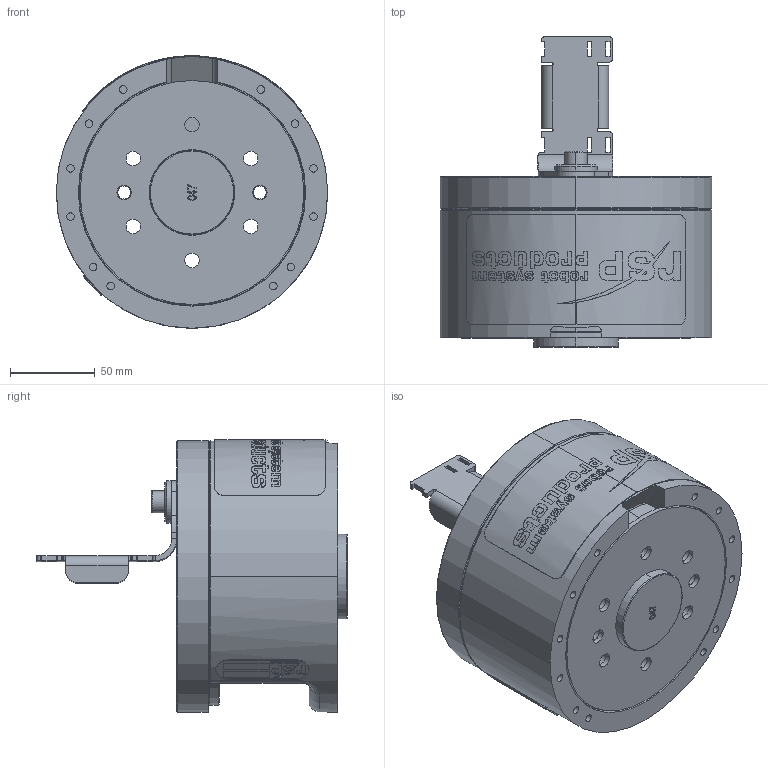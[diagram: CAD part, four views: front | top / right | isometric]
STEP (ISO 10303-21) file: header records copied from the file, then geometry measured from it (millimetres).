
FILE_DESCRIPTION (( 'STEP AP203' ), '1' );
FILE_NAME ('P5126 Axial guide.STEP', '2020-02-20T15:18:05', ( '' ), ( '' ), 'SwSTEP 2.0', 'SolidWorks 2017', '' );
FILE_SCHEMA (( 'CONFIG_CONTROL_DESIGN' ));
Length unit declared in the file: millimetre
Products named in the file (1): P5126 Axial guide
Bounding box: 160 x 183 x 160.6 mm (x, y, z)
Volume: 954129.5 mm3; surface area: 223917.7 mm2
Topology: 9 solids, 9 shells, 1145 faces, 3017 edges, 1953 vertices
Faces by surface type: plane 503, bspline 305, cylinder 243, cone 60, torus 34
Entity records: 46480 total; most frequent: CARTESIAN_POINT 20127, ORIENTED_EDGE 5962, DIRECTION 4528, EDGE_CURVE 2981, VERTEX_POINT 1953, VECTOR 1594, LINE 1594, AXIS2_PLACEMENT_3D 1467
